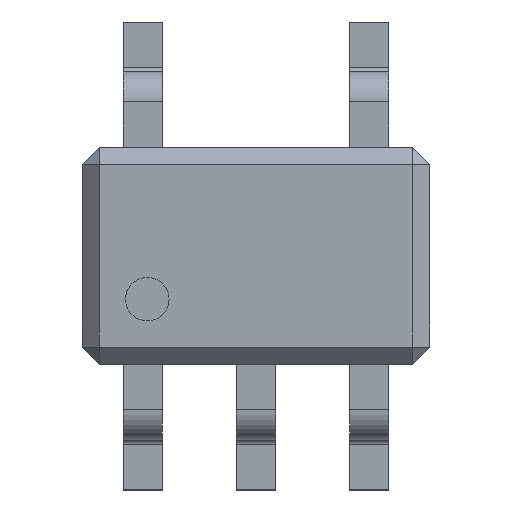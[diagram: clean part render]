
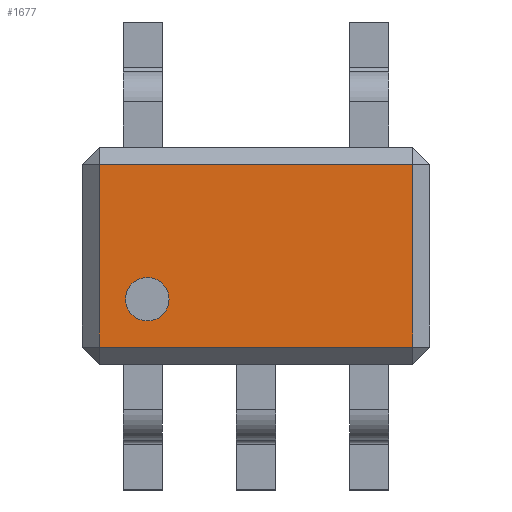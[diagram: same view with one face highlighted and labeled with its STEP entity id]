
A CAD part, top view. The second image highlights one B-rep face of the part: STEP entity #1677.
In plain terms, the highlighted planar face has unit normal (0, 0, 1).
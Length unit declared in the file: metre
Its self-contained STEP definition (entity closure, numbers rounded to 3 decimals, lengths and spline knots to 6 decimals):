
#28=CIRCLE('',#2352,0.000125);
#187=ORIENTED_EDGE('',*,*,#611,.F.);
#188=ORIENTED_EDGE('',*,*,#612,.T.);
#189=ORIENTED_EDGE('',*,*,#613,.T.);
#190=ORIENTED_EDGE('',*,*,#614,.T.);
#191=ORIENTED_EDGE('',*,*,#615,.T.);
#611=EDGE_CURVE('',#829,#829,#28,.T.);
#612=EDGE_CURVE('',#830,#831,#979,.T.);
#613=EDGE_CURVE('',#831,#832,#980,.T.);
#614=EDGE_CURVE('',#832,#833,#981,.T.);
#615=EDGE_CURVE('',#833,#830,#982,.T.);
#829=VERTEX_POINT('',#3065);
#830=VERTEX_POINT('',#3067);
#831=VERTEX_POINT('',#3068);
#832=VERTEX_POINT('',#3070);
#833=VERTEX_POINT('',#3072);
#979=LINE('',#3066,#1167);
#980=LINE('',#3069,#1168);
#981=LINE('',#3071,#1169);
#982=LINE('',#3073,#1170);
#1167=VECTOR('',#2577,1.);
#1168=VECTOR('',#2578,1.);
#1169=VECTOR('',#2579,1.);
#1170=VECTOR('',#2580,1.);
#1317=EDGE_LOOP('',(#187));
#1318=EDGE_LOOP('',(#188,#189,#190,#191));
#1417=FACE_BOUND('',#1317,.T.);
#1418=FACE_BOUND('',#1318,.T.);
#1508=PLANE('',#2351);
#1677=ADVANCED_FACE('',(#1417,#1418),#1508,.T.);
#2351=AXIS2_PLACEMENT_3D('',#3063,#2573,#2574);
#2352=AXIS2_PLACEMENT_3D('',#3064,#2575,#2576);
#2573=DIRECTION('',(0.,0.,1.));
#2574=DIRECTION('',(1.,0.,0.));
#2575=DIRECTION('',(0.,0.,1.));
#2576=DIRECTION('',(1.,0.,0.));
#2577=DIRECTION('',(-1.,0.,0.));
#2578=DIRECTION('',(0.,-1.,0.));
#2579=DIRECTION('',(1.,0.,0.));
#2580=DIRECTION('',(0.,1.,0.));
#3063=CARTESIAN_POINT('',(0.,0.,0.0009));
#3064=CARTESIAN_POINT('',(-0.000625,-0.00025,0.0009));
#3065=CARTESIAN_POINT('',(-0.0005,-0.00025,0.0009));
#3066=CARTESIAN_POINT('',(-0.001,0.000525,0.0009));
#3067=CARTESIAN_POINT('',(0.0009,0.000525,0.0009));
#3068=CARTESIAN_POINT('',(-0.0009,0.000525,0.0009));
#3069=CARTESIAN_POINT('',(-0.0009,-0.000625,0.0009));
#3070=CARTESIAN_POINT('',(-0.0009,-0.000525,0.0009));
#3071=CARTESIAN_POINT('',(0.,-0.000525,0.0009));
#3072=CARTESIAN_POINT('',(0.0009,-0.000525,0.0009));
#3073=CARTESIAN_POINT('',(0.0009,0.,0.0009));
